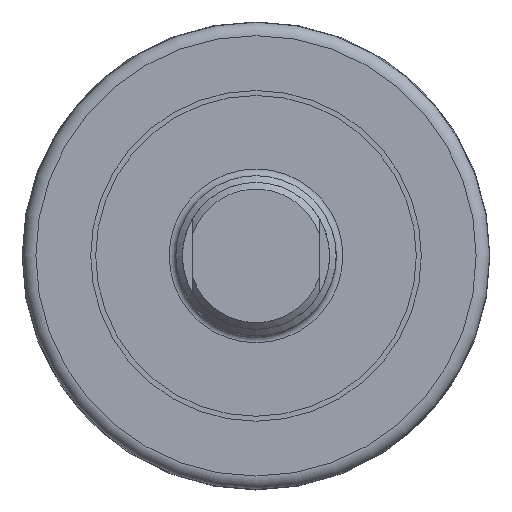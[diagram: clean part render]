
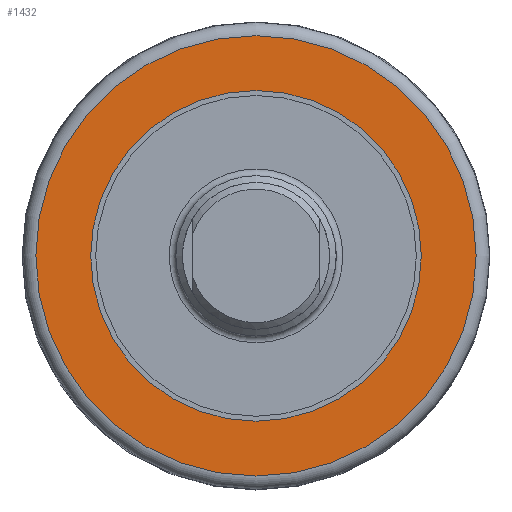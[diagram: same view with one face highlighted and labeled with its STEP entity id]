
A CAD part, left-side view. The second image highlights one B-rep face of the part: STEP entity #1432.
In plain terms, the highlighted planar face has unit normal (-1, 0, 0).
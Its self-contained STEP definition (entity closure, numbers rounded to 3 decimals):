
#231=FACE_BOUND('',#380,.T.);
#249=PLANE('',#1569);
#298=FACE_OUTER_BOUND('',#379,.T.);
#379=EDGE_LOOP('',(#998,#999));
#380=EDGE_LOOP('',(#1000,#1001));
#480=CIRCLE('',#1550,24.75);
#481=CIRCLE('',#1551,24.75);
#494=CIRCLE('',#1567,32.959);
#495=CIRCLE('',#1568,32.959);
#585=VERTEX_POINT('',#2206);
#586=VERTEX_POINT('',#2208);
#596=VERTEX_POINT('',#2262);
#597=VERTEX_POINT('',#2264);
#741=EDGE_CURVE('',#586,#585,#480,.T.);
#742=EDGE_CURVE('',#585,#586,#481,.T.);
#756=EDGE_CURVE('',#596,#597,#494,.T.);
#757=EDGE_CURVE('',#597,#596,#495,.T.);
#998=ORIENTED_EDGE('',*,*,#757,.F.);
#999=ORIENTED_EDGE('',*,*,#756,.F.);
#1000=ORIENTED_EDGE('',*,*,#741,.T.);
#1001=ORIENTED_EDGE('',*,*,#742,.T.);
#1432=ADVANCED_FACE('',(#298,#231),#249,.T.);
#1550=AXIS2_PLACEMENT_3D('',#2209,#1773,#1774);
#1551=AXIS2_PLACEMENT_3D('',#2210,#1775,#1776);
#1567=AXIS2_PLACEMENT_3D('',#2265,#1808,#1809);
#1568=AXIS2_PLACEMENT_3D('',#2266,#1810,#1811);
#1569=AXIS2_PLACEMENT_3D('',#2267,#1812,#1813);
#1773=DIRECTION('center_axis',(1.,0.,0.));
#1774=DIRECTION('ref_axis',(0.,1.,0.));
#1775=DIRECTION('center_axis',(1.,0.,0.));
#1776=DIRECTION('ref_axis',(0.,1.,0.));
#1808=DIRECTION('center_axis',(1.,0.,0.));
#1809=DIRECTION('ref_axis',(0.,1.,0.));
#1810=DIRECTION('center_axis',(1.,0.,0.));
#1811=DIRECTION('ref_axis',(0.,1.,0.));
#1812=DIRECTION('center_axis',(-1.,0.,0.));
#1813=DIRECTION('ref_axis',(0.,0.,-1.));
#2206=CARTESIAN_POINT('',(60.5,-24.75,0.));
#2208=CARTESIAN_POINT('',(60.5,24.75,0.));
#2209=CARTESIAN_POINT('Origin',(60.5,0.,0.));
#2210=CARTESIAN_POINT('Origin',(60.5,0.,0.));
#2262=CARTESIAN_POINT('',(60.5,0.,-32.959));
#2264=CARTESIAN_POINT('',(60.5,-32.959,0.));
#2265=CARTESIAN_POINT('Origin',(60.5,0.,0.));
#2266=CARTESIAN_POINT('Origin',(60.5,0.,0.));
#2267=CARTESIAN_POINT('Origin',(60.5,-31.059,0.));
